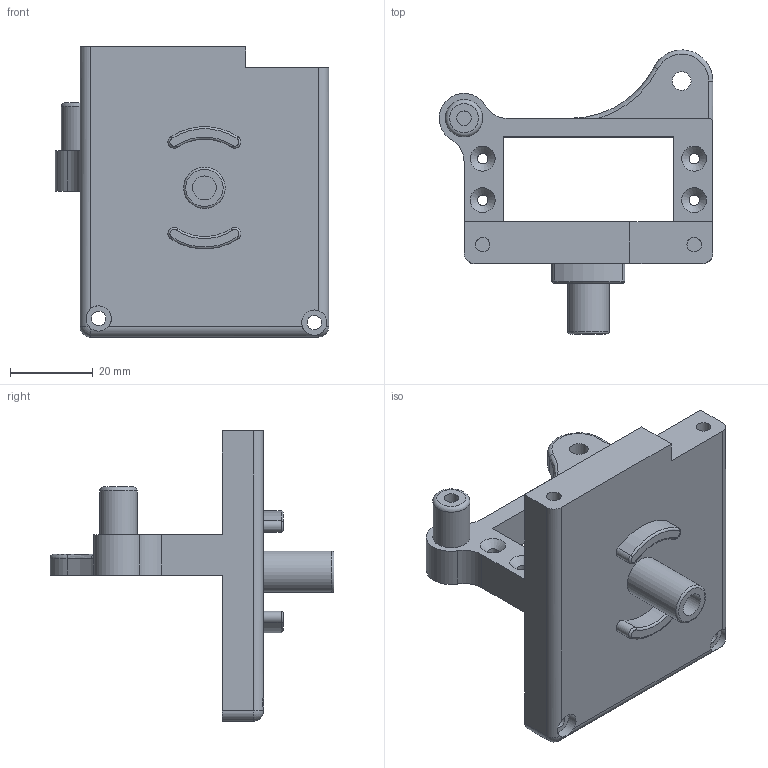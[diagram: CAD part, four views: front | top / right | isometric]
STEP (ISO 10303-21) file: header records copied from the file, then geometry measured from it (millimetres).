
FILE_DESCRIPTION(/* description */ (''),/* implementation_level */ '2;1');
FILE_NAME(/* name */ 'Trasera.step',/* time_stamp */ '2022-01-25T22:20:48-05:00',/* author */ (''),/* organization */ (''),/* preprocessor_version */ 'ST-DEVELOPER v18.1',/* originating_system */ 'Autodesk Translation Framework v10.13.0.1454',/* authorisation */ '');
FILE_SCHEMA (('AUTOMOTIVE_DESIGN { 1 0 10303 214 3 1 1 }'));
Length unit declared in the file: millimetre
Products named in the file (1): Trasera
Bounding box: 66 x 68.48 x 70 mm (x, y, z)
Volume: 50840.2 mm3; surface area: 16821.6 mm2
Topology: 1 solids, 1 shells, 86 faces, 215 edges, 137 vertices
Faces by surface type: cylinder 35, plane 33, torus 12, cone 4, sphere 2
Full cylindrical faces by diameter (mm): 2.5 x4, 3.5 x5, 4.5 x1, 5.75 x1, 6.1 x2, 9 x1, 10 x1
Entity records: 2703 total; most frequent: CARTESIAN_POINT 504, DIRECTION 482, ORIENTED_EDGE 430, EDGE_CURVE 215, AXIS2_PLACEMENT_3D 187, VERTEX_POINT 137, LINE 108, VECTOR 108
